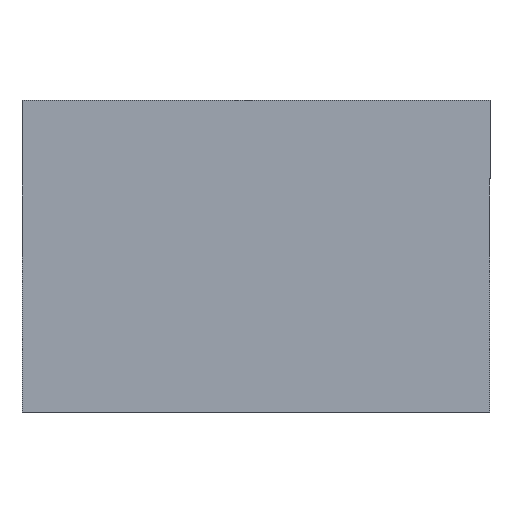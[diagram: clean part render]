
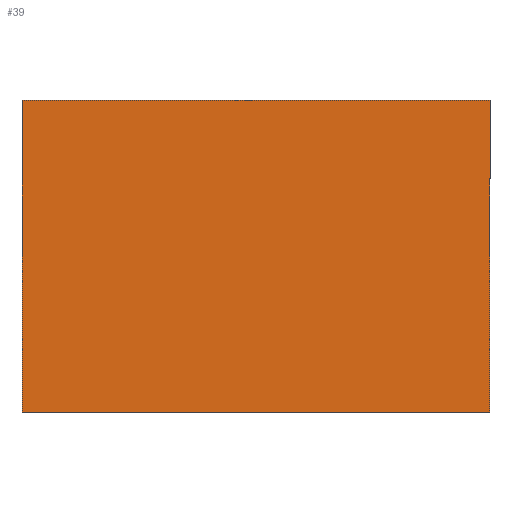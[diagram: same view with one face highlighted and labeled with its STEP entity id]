
A CAD part, front view. The second image highlights one B-rep face of the part: STEP entity #39.
In plain terms, the highlighted planar face has unit normal (0, -1, 0).
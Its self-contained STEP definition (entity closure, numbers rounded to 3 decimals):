
#16 = EDGE_CURVE ( 'NONE', #228, #147, #70, .T. ) ;
#31 = VERTEX_POINT ( 'NONE', #194 ) ;
#39 = ADVANCED_FACE ( 'NONE', ( #132 ), #254, .F. ) ;
#52 = CARTESIAN_POINT ( 'NONE',  ( -345., -4.5, -230. ) ) ;
#54 = LINE ( 'NONE', #241, #283 ) ;
#70 = LINE ( 'NONE', #191, #203 ) ;
#78 = ORIENTED_EDGE ( 'NONE', *, *, #16, .F. ) ;
#99 = EDGE_CURVE ( 'NONE', #284, #31, #192, .T. ) ;
#106 = EDGE_LOOP ( 'NONE', ( #78, #220, #138, #275 ) ) ;
#110 = EDGE_CURVE ( 'NONE', #31, #228, #165, .T. ) ;
#112 = DIRECTION ( 'NONE',  ( 1., 0., 0. ) ) ;
#131 = EDGE_CURVE ( 'NONE', #147, #284, #54, .T. ) ;
#132 = FACE_OUTER_BOUND ( 'NONE', #106, .T. ) ;
#135 = DIRECTION ( 'NONE',  ( 0., 0., 1. ) ) ;
#138 = ORIENTED_EDGE ( 'NONE', *, *, #99, .F. ) ;
#147 = VERTEX_POINT ( 'NONE', #282 ) ;
#158 = VECTOR ( 'NONE', #199, 1000. ) ;
#165 = LINE ( 'NONE', #52, #257 ) ;
#167 = CARTESIAN_POINT ( 'NONE',  ( -345., -4.5, 230. ) ) ;
#173 = CARTESIAN_POINT ( 'NONE',  ( 345., -4.5, -230. ) ) ;
#191 = CARTESIAN_POINT ( 'NONE',  ( -345., -4.5, -230. ) ) ;
#192 = LINE ( 'NONE', #173, #158 ) ;
#194 = CARTESIAN_POINT ( 'NONE',  ( 345., -4.5, -230. ) ) ;
#199 = DIRECTION ( 'NONE',  ( 0., 0., -1. ) ) ;
#201 = CARTESIAN_POINT ( 'NONE',  ( -345., -4.5, -230. ) ) ;
#203 = VECTOR ( 'NONE', #135, 1000. ) ;
#214 = DIRECTION ( 'NONE',  ( 0., 1., 0. ) ) ;
#220 = ORIENTED_EDGE ( 'NONE', *, *, #110, .F. ) ;
#221 = DIRECTION ( 'NONE',  ( -1., 0., 0. ) ) ;
#228 = VERTEX_POINT ( 'NONE', #201 ) ;
#229 = AXIS2_PLACEMENT_3D ( 'NONE', #167, #214, #255 ) ;
#241 = CARTESIAN_POINT ( 'NONE',  ( -345., -4.5, 230. ) ) ;
#244 = CARTESIAN_POINT ( 'NONE',  ( 345., -4.5, 230. ) ) ;
#254 = PLANE ( 'NONE',  #229 ) ;
#255 = DIRECTION ( 'NONE',  ( 0., 0., 1. ) ) ;
#257 = VECTOR ( 'NONE', #221, 1000. ) ;
#275 = ORIENTED_EDGE ( 'NONE', *, *, #131, .F. ) ;
#282 = CARTESIAN_POINT ( 'NONE',  ( -345., -4.5, 230. ) ) ;
#283 = VECTOR ( 'NONE', #112, 1000. ) ;
#284 = VERTEX_POINT ( 'NONE', #244 ) ;
